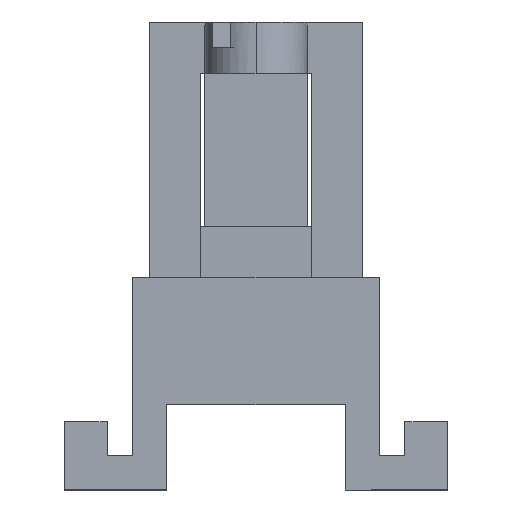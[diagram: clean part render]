
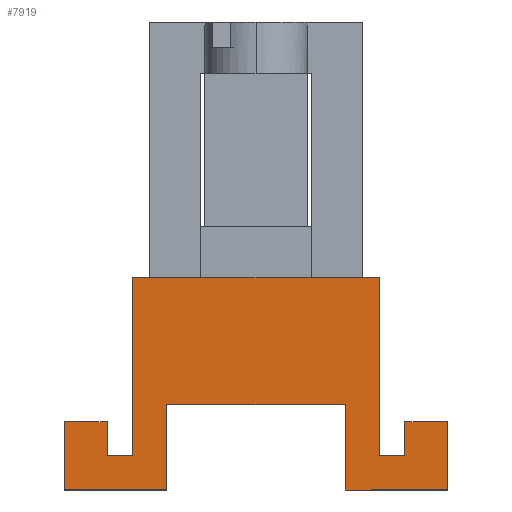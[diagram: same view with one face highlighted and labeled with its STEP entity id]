
A CAD part, left-side view. The second image highlights one B-rep face of the part: STEP entity #7919.
In plain terms, the highlighted planar face has unit normal (-1, 0, 0).
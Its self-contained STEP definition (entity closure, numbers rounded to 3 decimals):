
#42 = EDGE_CURVE ( 'NONE', #4365, #1457, #5142, .T. ) ;
#44 = CARTESIAN_POINT ( 'NONE',  ( -31.5, -11.25, -11.5 ) ) ;
#86 = ORIENTED_EDGE ( 'NONE', *, *, #6088, .F. ) ;
#138 = VERTEX_POINT ( 'NONE', #3117 ) ;
#176 = LINE ( 'NONE', #3040, #6452 ) ;
#226 = LINE ( 'NONE', #3110, #3710 ) ;
#231 = VECTOR ( 'NONE', #875, 1000. ) ;
#393 = VERTEX_POINT ( 'NONE', #5108 ) ;
#454 = VECTOR ( 'NONE', #5354, 1000. ) ;
#519 = CARTESIAN_POINT ( 'NONE',  ( -31.5, 0., -11.5 ) ) ;
#582 = LINE ( 'NONE', #5384, #3662 ) ;
#875 = DIRECTION ( 'NONE',  ( 0., -1., 0. ) ) ;
#912 = EDGE_CURVE ( 'NONE', #1457, #5193, #6408, .T. ) ;
#1029 = DIRECTION ( 'NONE',  ( 0., -1., 0. ) ) ;
#1098 = LINE ( 'NONE', #7169, #2733 ) ;
#1128 = CARTESIAN_POINT ( 'NONE',  ( -31.5, 7.25, -3. ) ) ;
#1169 = VERTEX_POINT ( 'NONE', #5799 ) ;
#1173 = ORIENTED_EDGE ( 'NONE', *, *, #6843, .F. ) ;
#1199 = VECTOR ( 'NONE', #1029, 1000. ) ;
#1272 = ORIENTED_EDGE ( 'NONE', *, *, #2895, .F. ) ;
#1300 = EDGE_CURVE ( 'NONE', #138, #3480, #1098, .T. ) ;
#1328 = EDGE_CURVE ( 'NONE', #138, #5420, #6004, .T. ) ;
#1363 = CARTESIAN_POINT ( 'NONE',  ( -31.5, -7.25, -13.5 ) ) ;
#1391 = VECTOR ( 'NONE', #7921, 1000. ) ;
#1457 = VERTEX_POINT ( 'NONE', #5461 ) ;
#1582 = VECTOR ( 'NONE', #2262, 1000. ) ;
#1664 = EDGE_CURVE ( 'NONE', #5193, #3022, #4896, .T. ) ;
#1682 = VECTOR ( 'NONE', #3072, 1000. ) ;
#1738 = CARTESIAN_POINT ( 'NONE',  ( -31.5, -8.75, -13.5 ) ) ;
#1820 = LINE ( 'NONE', #519, #6417 ) ;
#1896 = DIRECTION ( 'NONE',  ( 0., 0., -1. ) ) ;
#1924 = LINE ( 'NONE', #5290, #4946 ) ;
#1954 = VERTEX_POINT ( 'NONE', #1363 ) ;
#1984 = EDGE_CURVE ( 'NONE', #393, #3022, #5170, .T. ) ;
#2101 = LINE ( 'NONE', #6966, #231 ) ;
#2190 = VECTOR ( 'NONE', #1896, 1000. ) ;
#2262 = DIRECTION ( 'NONE',  ( 0., 1., 0. ) ) ;
#2304 = VERTEX_POINT ( 'NONE', #5578 ) ;
#2465 = DIRECTION ( 'NONE',  ( 0., 0., 1. ) ) ;
#2559 = CARTESIAN_POINT ( 'NONE',  ( -31.5, 7.25, -13.5 ) ) ;
#2599 = CARTESIAN_POINT ( 'NONE',  ( -31.5, 11.25, -15.5 ) ) ;
#2733 = VECTOR ( 'NONE', #2940, 1000. ) ;
#2764 = ORIENTED_EDGE ( 'NONE', *, *, #1300, .F. ) ;
#2828 = LINE ( 'NONE', #7096, #1199 ) ;
#2861 = DIRECTION ( 'NONE',  ( 0., 0., 1. ) ) ;
#2895 = EDGE_CURVE ( 'NONE', #3480, #7630, #4975, .T. ) ;
#2940 = DIRECTION ( 'NONE',  ( 0., 0., 1. ) ) ;
#3022 = VERTEX_POINT ( 'NONE', #4099 ) ;
#3040 = CARTESIAN_POINT ( 'NONE',  ( -31.5, 5.25, 0. ) ) ;
#3072 = DIRECTION ( 'NONE',  ( 0., 1., 0. ) ) ;
#3110 = CARTESIAN_POINT ( 'NONE',  ( -31.5, -7.25, 0. ) ) ;
#3117 = CARTESIAN_POINT ( 'NONE',  ( -31.5, -5.25, -15.5 ) ) ;
#3204 = EDGE_CURVE ( 'NONE', #393, #4254, #582, .T. ) ;
#3221 = DIRECTION ( 'NONE',  ( 0., 0., -1. ) ) ;
#3225 = CARTESIAN_POINT ( 'NONE',  ( -31.5, 11.25, -15.5 ) ) ;
#3233 = VECTOR ( 'NONE', #2861, 1000. ) ;
#3263 = EDGE_CURVE ( 'NONE', #4254, #7630, #176, .T. ) ;
#3366 = ORIENTED_EDGE ( 'NONE', *, *, #1664, .T. ) ;
#3397 = EDGE_CURVE ( 'NONE', #5420, #6120, #6255, .T. ) ;
#3436 = ORIENTED_EDGE ( 'NONE', *, *, #1328, .T. ) ;
#3480 = VERTEX_POINT ( 'NONE', #7411 ) ;
#3486 = AXIS2_PLACEMENT_3D ( 'NONE', #2599, #6825, #3221 ) ;
#3549 = ORIENTED_EDGE ( 'NONE', *, *, #1984, .F. ) ;
#3569 = VECTOR ( 'NONE', #5035, 1000. ) ;
#3615 = CARTESIAN_POINT ( 'NONE',  ( -31.5, 11.25, -15.5 ) ) ;
#3662 = VECTOR ( 'NONE', #5366, 1000. ) ;
#3710 = VECTOR ( 'NONE', #7367, 1000. ) ;
#3720 = VERTEX_POINT ( 'NONE', #1738 ) ;
#4099 = CARTESIAN_POINT ( 'NONE',  ( -31.5, 11.25, -11.5 ) ) ;
#4254 = VERTEX_POINT ( 'NONE', #7966 ) ;
#4283 = CARTESIAN_POINT ( 'NONE',  ( -31.5, 8.75, -11.5 ) ) ;
#4365 = VERTEX_POINT ( 'NONE', #2559 ) ;
#4441 = EDGE_CURVE ( 'NONE', #3720, #1169, #1924, .T. ) ;
#4552 = ORIENTED_EDGE ( 'NONE', *, *, #3397, .T. ) ;
#4872 = ORIENTED_EDGE ( 'NONE', *, *, #5086, .F. ) ;
#4896 = LINE ( 'NONE', #7328, #1682 ) ;
#4946 = VECTOR ( 'NONE', #5895, 1000. ) ;
#4975 = LINE ( 'NONE', #7769, #1582 ) ;
#5035 = DIRECTION ( 'NONE',  ( 0., 0., 1. ) ) ;
#5086 = EDGE_CURVE ( 'NONE', #1169, #6120, #1820, .T. ) ;
#5108 = CARTESIAN_POINT ( 'NONE',  ( -31.5, 11.25, -15.5 ) ) ;
#5142 = LINE ( 'NONE', #7218, #454 ) ;
#5170 = LINE ( 'NONE', #3225, #3569 ) ;
#5193 = VERTEX_POINT ( 'NONE', #4283 ) ;
#5231 = CARTESIAN_POINT ( 'NONE',  ( -31.5, 8.75, 0. ) ) ;
#5245 = ORIENTED_EDGE ( 'NONE', *, *, #7681, .T. ) ;
#5283 = EDGE_CURVE ( 'NONE', #1954, #3720, #2101, .T. ) ;
#5290 = CARTESIAN_POINT ( 'NONE',  ( -31.5, -8.75, 0. ) ) ;
#5354 = DIRECTION ( 'NONE',  ( 0., 1., 0. ) ) ;
#5366 = DIRECTION ( 'NONE',  ( 0., -1., 0. ) ) ;
#5384 = CARTESIAN_POINT ( 'NONE',  ( -31.5, 11.25, -15.5 ) ) ;
#5402 = ORIENTED_EDGE ( 'NONE', *, *, #4441, .F. ) ;
#5419 = ORIENTED_EDGE ( 'NONE', *, *, #3204, .T. ) ;
#5420 = VERTEX_POINT ( 'NONE', #7689 ) ;
#5461 = CARTESIAN_POINT ( 'NONE',  ( -31.5, 8.75, -13.5 ) ) ;
#5578 = CARTESIAN_POINT ( 'NONE',  ( -31.5, -7.25, -3. ) ) ;
#5799 = CARTESIAN_POINT ( 'NONE',  ( -31.5, -8.75, -11.5 ) ) ;
#5861 = ORIENTED_EDGE ( 'NONE', *, *, #5283, .F. ) ;
#5895 = DIRECTION ( 'NONE',  ( 0., 0., 1. ) ) ;
#5987 = CARTESIAN_POINT ( 'NONE',  ( -31.5, 5.25, -10.5 ) ) ;
#6004 = LINE ( 'NONE', #3615, #1391 ) ;
#6062 = CARTESIAN_POINT ( 'NONE',  ( -31.5, -11.25, -15.5 ) ) ;
#6072 = VECTOR ( 'NONE', #2465, 1000. ) ;
#6088 = EDGE_CURVE ( 'NONE', #2304, #1954, #226, .T. ) ;
#6120 = VERTEX_POINT ( 'NONE', #44 ) ;
#6167 = FACE_OUTER_BOUND ( 'NONE', #7058, .T. ) ;
#6255 = LINE ( 'NONE', #6062, #6072 ) ;
#6408 = LINE ( 'NONE', #5231, #3233 ) ;
#6417 = VECTOR ( 'NONE', #7256, 1000. ) ;
#6452 = VECTOR ( 'NONE', #7955, 1000. ) ;
#6780 = ORIENTED_EDGE ( 'NONE', *, *, #42, .T. ) ;
#6825 = DIRECTION ( 'NONE',  ( 1., 0., 0. ) ) ;
#6826 = LINE ( 'NONE', #7382, #2190 ) ;
#6843 = EDGE_CURVE ( 'NONE', #7620, #2304, #2828, .T. ) ;
#6858 = ORIENTED_EDGE ( 'NONE', *, *, #3263, .T. ) ;
#6966 = CARTESIAN_POINT ( 'NONE',  ( -31.5, 0., -13.5 ) ) ;
#7058 = EDGE_LOOP ( 'NONE', ( #2764, #3436, #4552, #4872, #5402, #5861, #86, #1173, #5245, #6780, #7786, #3366, #3549, #5419, #6858, #1272 ) ) ;
#7096 = CARTESIAN_POINT ( 'NONE',  ( -31.5, 11.25, -3. ) ) ;
#7169 = CARTESIAN_POINT ( 'NONE',  ( -31.5, -5.25, 0. ) ) ;
#7218 = CARTESIAN_POINT ( 'NONE',  ( -31.5, 0., -13.5 ) ) ;
#7256 = DIRECTION ( 'NONE',  ( 0., -1., 0. ) ) ;
#7328 = CARTESIAN_POINT ( 'NONE',  ( -31.5, 0., -11.5 ) ) ;
#7367 = DIRECTION ( 'NONE',  ( 0., 0., -1. ) ) ;
#7382 = CARTESIAN_POINT ( 'NONE',  ( -31.5, 7.25, 0. ) ) ;
#7411 = CARTESIAN_POINT ( 'NONE',  ( -31.5, -5.25, -10.5 ) ) ;
#7461 = PLANE ( 'NONE',  #3486 ) ;
#7620 = VERTEX_POINT ( 'NONE', #1128 ) ;
#7630 = VERTEX_POINT ( 'NONE', #5987 ) ;
#7681 = EDGE_CURVE ( 'NONE', #7620, #4365, #6826, .T. ) ;
#7689 = CARTESIAN_POINT ( 'NONE',  ( -31.5, -11.25, -15.5 ) ) ;
#7769 = CARTESIAN_POINT ( 'NONE',  ( -31.5, 0., -10.5 ) ) ;
#7786 = ORIENTED_EDGE ( 'NONE', *, *, #912, .T. ) ;
#7919 = ADVANCED_FACE ( 'NONE', ( #6167 ), #7461, .F. ) ;
#7921 = DIRECTION ( 'NONE',  ( 0., -1., 0. ) ) ;
#7955 = DIRECTION ( 'NONE',  ( 0., 0., 1. ) ) ;
#7966 = CARTESIAN_POINT ( 'NONE',  ( -31.5, 5.25, -15.5 ) ) ;
